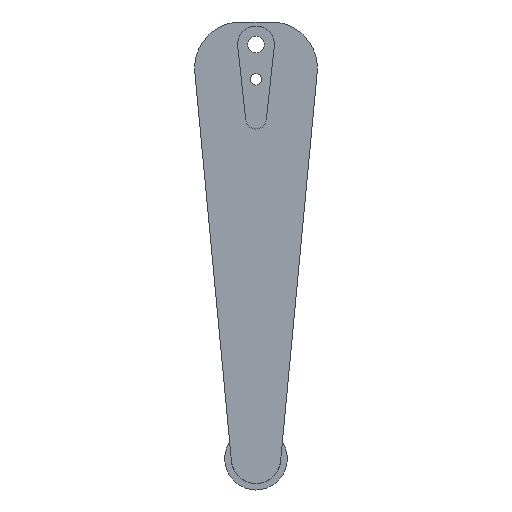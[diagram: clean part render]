
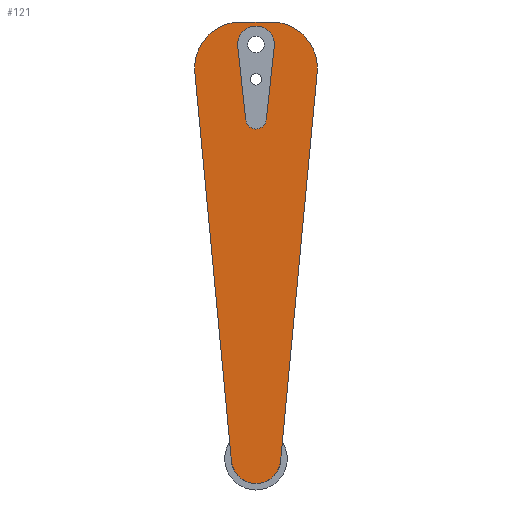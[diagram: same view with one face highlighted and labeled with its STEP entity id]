
A CAD part, front view. The second image highlights one B-rep face of the part: STEP entity #121.
In plain terms, the highlighted planar face has unit normal (0, -1, 0).
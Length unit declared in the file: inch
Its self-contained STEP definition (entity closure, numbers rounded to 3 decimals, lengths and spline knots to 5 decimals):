
#14 = CARTESIAN_POINT ( 'NONE',  ( 0., 0., 0. ) ) ;
#27 = CIRCLE ( 'NONE', #661, 0.7 ) ;
#35 = DIRECTION ( 'NONE',  ( 0., 1., 0. ) ) ;
#44 = DIRECTION ( 'NONE',  ( 1., 0., 0. ) ) ;
#62 = ORIENTED_EDGE ( 'NONE', *, *, #89, .F. ) ;
#78 = DIRECTION ( 'NONE',  ( 0., -1., 0. ) ) ;
#81 = PLANE ( 'NONE',  #321 ) ;
#89 = EDGE_CURVE ( 'NONE', #457, #447, #648, .T. ) ;
#95 = CARTESIAN_POINT ( 'NONE',  ( -0.28125, 0., 6.28125 ) ) ;
#102 = CIRCLE ( 'NONE', #558, 0.375 ) ;
#121 = ADVANCED_FACE ( 'NONE', ( #374, #259 ), #81, .F. ) ;
#124 = DIRECTION ( 'NONE',  ( -0.11, 0., 0.994 ) ) ;
#134 = EDGE_CURVE ( 'NONE', #326, #437, #790, .T. ) ;
#144 = CARTESIAN_POINT ( 'NONE',  ( 0.37335, 0., -0.03513 ) ) ;
#150 = ORIENTED_EDGE ( 'NONE', *, *, #602, .F. ) ;
#159 = VECTOR ( 'NONE', #253, 39.37008 ) ;
#160 = ORIENTED_EDGE ( 'NONE', *, *, #543, .T. ) ;
#174 = CARTESIAN_POINT ( 'NONE',  ( 0., 0., 0. ) ) ;
#181 = CIRCLE ( 'NONE', #739, 0.28125 ) ;
#183 = VERTEX_POINT ( 'NONE', #625 ) ;
#191 = CARTESIAN_POINT ( 'NONE',  ( 0.23105, 0., 5.925 ) ) ;
#195 = DIRECTION ( 'NONE',  ( 0., 1., 0. ) ) ;
#207 = EDGE_CURVE ( 'NONE', #309, #608, #27, .T. ) ;
#220 = CARTESIAN_POINT ( 'NONE',  ( -0.92797, 0., 5.85943 ) ) ;
#228 = ORIENTED_EDGE ( 'NONE', *, *, #439, .F. ) ;
#253 = DIRECTION ( 'NONE',  ( -0.094, 0., 0.996 ) ) ;
#259 = FACE_BOUND ( 'NONE', #656, .T. ) ;
#284 = DIRECTION ( 'NONE',  ( 0., 0., 1. ) ) ;
#287 = CIRCLE ( 'NONE', #671, 0.15625 ) ;
#292 = DIRECTION ( 'NONE',  ( 0.094, 0., 0.996 ) ) ;
#297 = VERTEX_POINT ( 'NONE', #752 ) ;
#309 = VERTEX_POINT ( 'NONE', #759 ) ;
#315 = CIRCLE ( 'NONE', #785, 0.375 ) ;
#316 = CARTESIAN_POINT ( 'NONE',  ( 0.15531, 0., 5.13912 ) ) ;
#320 = CIRCLE ( 'NONE', #324, 0.7 ) ;
#321 = AXIS2_PLACEMENT_3D ( 'NONE', #14, #195, #679 ) ;
#324 = AXIS2_PLACEMENT_3D ( 'NONE', #736, #356, #728 ) ;
#326 = VERTEX_POINT ( 'NONE', #451 ) ;
#330 = DIRECTION ( 'NONE',  ( 0., 1., 0. ) ) ;
#340 = DIRECTION ( 'NONE',  ( 0., 0., -1. ) ) ;
#347 = DIRECTION ( 'NONE',  ( 0., 1., 0. ) ) ;
#356 = DIRECTION ( 'NONE',  ( 0., -1., 0. ) ) ;
#362 = DIRECTION ( 'NONE',  ( 0., 1., 0. ) ) ;
#374 = FACE_OUTER_BOUND ( 'NONE', #659, .T. ) ;
#379 = EDGE_CURVE ( 'NONE', #616, #297, #474, .T. ) ;
#387 = ORIENTED_EDGE ( 'NONE', *, *, #207, .T. ) ;
#394 = VERTEX_POINT ( 'NONE', #766 ) ;
#408 = ORIENTED_EDGE ( 'NONE', *, *, #589, .T. ) ;
#409 = EDGE_CURVE ( 'NONE', #297, #466, #287, .T. ) ;
#416 = ORIENTED_EDGE ( 'NONE', *, *, #379, .T. ) ;
#426 = EDGE_CURVE ( 'NONE', #466, #326, #628, .T. ) ;
#434 = VECTOR ( 'NONE', #44, 39.37008 ) ;
#437 = VERTEX_POINT ( 'NONE', #95 ) ;
#439 = EDGE_CURVE ( 'NONE', #394, #608, #771, .T. ) ;
#441 = CARTESIAN_POINT ( 'NONE',  ( -0.15531, 0., 5.13912 ) ) ;
#447 = VERTEX_POINT ( 'NONE', #220 ) ;
#451 = CARTESIAN_POINT ( 'NONE',  ( -0.15531, 0., 5.13912 ) ) ;
#457 = VERTEX_POINT ( 'NONE', #584 ) ;
#459 = CARTESIAN_POINT ( 'NONE',  ( 0., 0., 5.15625 ) ) ;
#466 = VERTEX_POINT ( 'NONE', #538 ) ;
#474 = LINE ( 'NONE', #316, #548 ) ;
#477 = CARTESIAN_POINT ( 'NONE',  ( 0.23105, 0., 6.625 ) ) ;
#480 = CARTESIAN_POINT ( 'NONE',  ( 0.28125, 0., 6.28125 ) ) ;
#501 = CARTESIAN_POINT ( 'NONE',  ( -0.37335, 0., -0.03513 ) ) ;
#503 = LINE ( 'NONE', #721, #577 ) ;
#525 = DIRECTION ( 'NONE',  ( -0.11, 0., -0.994 ) ) ;
#531 = CARTESIAN_POINT ( 'NONE',  ( 0., 0., 5.15625 ) ) ;
#535 = ORIENTED_EDGE ( 'NONE', *, *, #426, .T. ) ;
#538 = CARTESIAN_POINT ( 'NONE',  ( 0., 0., 5. ) ) ;
#541 = ORIENTED_EDGE ( 'NONE', *, *, #662, .T. ) ;
#543 = EDGE_CURVE ( 'NONE', #776, #309, #503, .T. ) ;
#547 = CARTESIAN_POINT ( 'NONE',  ( 0., 0., 0. ) ) ;
#548 = VECTOR ( 'NONE', #525, 39.37008 ) ;
#558 = AXIS2_PLACEMENT_3D ( 'NONE', #174, #787, #284 ) ;
#564 = DIRECTION ( 'NONE',  ( 0., 0., 1. ) ) ;
#569 = EDGE_CURVE ( 'NONE', #776, #183, #102, .T. ) ;
#577 = VECTOR ( 'NONE', #292, 39.37008 ) ;
#578 = ORIENTED_EDGE ( 'NONE', *, *, #569, .F. ) ;
#580 = ORIENTED_EDGE ( 'NONE', *, *, #409, .T. ) ;
#584 = CARTESIAN_POINT ( 'NONE',  ( -0.37335, 0., -0.03513 ) ) ;
#589 = EDGE_CURVE ( 'NONE', #437, #616, #181, .T. ) ;
#602 = EDGE_CURVE ( 'NONE', #183, #457, #315, .T. ) ;
#603 = CARTESIAN_POINT ( 'NONE',  ( 0., 0., 6.28125 ) ) ;
#605 = DIRECTION ( 'NONE',  ( 0., 0., -1. ) ) ;
#608 = VERTEX_POINT ( 'NONE', #477 ) ;
#616 = VERTEX_POINT ( 'NONE', #480 ) ;
#625 = CARTESIAN_POINT ( 'NONE',  ( 0., 0., -0.375 ) ) ;
#628 = CIRCLE ( 'NONE', #750, 0.15625 ) ;
#629 = VECTOR ( 'NONE', #124, 39.37008 ) ;
#648 = LINE ( 'NONE', #501, #159 ) ;
#656 = EDGE_LOOP ( 'NONE', ( #408, #416, #580, #535, #690 ) ) ;
#659 = EDGE_LOOP ( 'NONE', ( #160, #387, #228, #541, #62, #150, #578 ) ) ;
#661 = AXIS2_PLACEMENT_3D ( 'NONE', #191, #78, #564 ) ;
#662 = EDGE_CURVE ( 'NONE', #394, #447, #320, .T. ) ;
#671 = AXIS2_PLACEMENT_3D ( 'NONE', #459, #35, #340 ) ;
#679 = DIRECTION ( 'NONE',  ( 0., 0., 1. ) ) ;
#690 = ORIENTED_EDGE ( 'NONE', *, *, #134, .T. ) ;
#709 = CARTESIAN_POINT ( 'NONE',  ( -1., 0., 6.625 ) ) ;
#721 = CARTESIAN_POINT ( 'NONE',  ( 0.37335, 0., -0.03513 ) ) ;
#728 = DIRECTION ( 'NONE',  ( 0., 0., 1. ) ) ;
#734 = DIRECTION ( 'NONE',  ( 0., 0., 1. ) ) ;
#736 = CARTESIAN_POINT ( 'NONE',  ( -0.23105, 0., 5.925 ) ) ;
#739 = AXIS2_PLACEMENT_3D ( 'NONE', #603, #347, #605 ) ;
#750 = AXIS2_PLACEMENT_3D ( 'NONE', #531, #330, #772 ) ;
#752 = CARTESIAN_POINT ( 'NONE',  ( 0.15531, 0., 5.13912 ) ) ;
#759 = CARTESIAN_POINT ( 'NONE',  ( 0.92797, 0., 5.85943 ) ) ;
#766 = CARTESIAN_POINT ( 'NONE',  ( -0.23105, 0., 6.625 ) ) ;
#771 = LINE ( 'NONE', #709, #434 ) ;
#772 = DIRECTION ( 'NONE',  ( 0., 0., -1. ) ) ;
#776 = VERTEX_POINT ( 'NONE', #144 ) ;
#785 = AXIS2_PLACEMENT_3D ( 'NONE', #547, #362, #734 ) ;
#787 = DIRECTION ( 'NONE',  ( 0., 1., 0. ) ) ;
#790 = LINE ( 'NONE', #441, #629 ) ;
